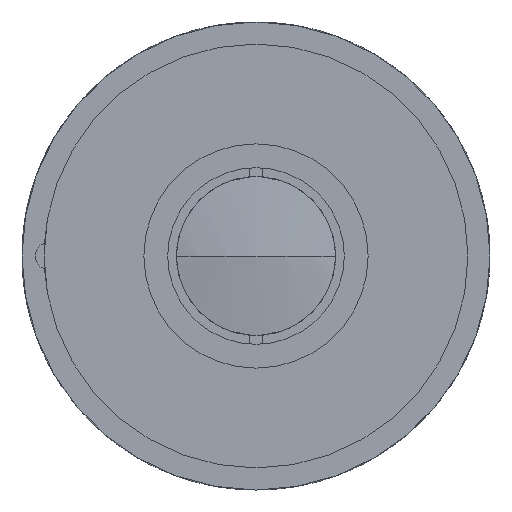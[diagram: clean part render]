
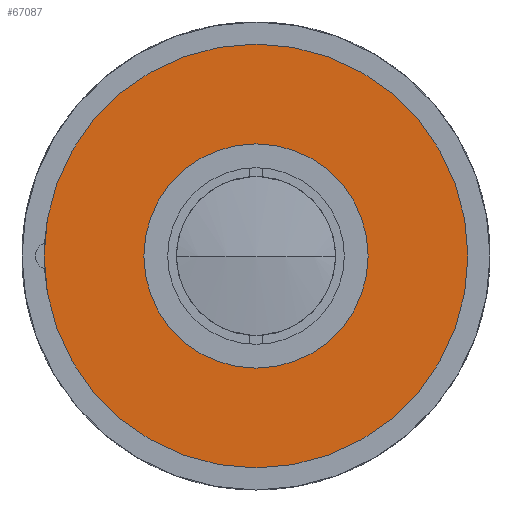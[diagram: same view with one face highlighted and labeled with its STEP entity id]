
A CAD part, left-side view. The second image highlights one B-rep face of the part: STEP entity #67087.
In plain terms, the highlighted face is planar.
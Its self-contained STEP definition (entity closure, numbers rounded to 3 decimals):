
#2775 = DIRECTION ( 'NONE',  ( -1., 0., 0. ) ) ;
#3293 = VERTEX_POINT ( 'NONE', #46521 ) ;
#4233 = EDGE_CURVE ( 'NONE', #37088, #7249, #18463, .T. ) ;
#7249 = VERTEX_POINT ( 'NONE', #62843 ) ;
#8713 = CIRCLE ( 'NONE', #35155, 12.1 ) ;
#9458 = DIRECTION ( 'NONE',  ( 0., 0., 1. ) ) ;
#9534 = CARTESIAN_POINT ( 'NONE',  ( 17.5, 0., -24. ) ) ;
#10961 = CARTESIAN_POINT ( 'NONE',  ( 17.5, 0., 0. ) ) ;
#11101 = CARTESIAN_POINT ( 'NONE',  ( 17.5, 0., 0. ) ) ;
#11635 = DIRECTION ( 'NONE',  ( 0., 0., 1. ) ) ;
#13553 = ORIENTED_EDGE ( 'NONE', *, *, #50928, .F. ) ;
#13810 = EDGE_CURVE ( 'NONE', #7249, #37088, #8713, .T. ) ;
#14055 = DIRECTION ( 'NONE',  ( -1., 0., 0. ) ) ;
#14488 = ORIENTED_EDGE ( 'NONE', *, *, #13810, .T. ) ;
#17342 = AXIS2_PLACEMENT_3D ( 'NONE', #56361, #62194, #9458 ) ;
#18463 = CIRCLE ( 'NONE', #17342, 12.1 ) ;
#19466 = PLANE ( 'NONE',  #60380 ) ;
#20626 = VERTEX_POINT ( 'NONE', #9534 ) ;
#23765 = DIRECTION ( 'NONE',  ( 0., 0., 1. ) ) ;
#24877 = EDGE_LOOP ( 'NONE', ( #48970, #13553 ) ) ;
#33380 = EDGE_CURVE ( 'NONE', #3293, #20626, #56942, .T. ) ;
#33790 = CARTESIAN_POINT ( 'NONE',  ( 17.5, 0., 0. ) ) ;
#34179 = AXIS2_PLACEMENT_3D ( 'NONE', #11101, #14055, #55753 ) ;
#34681 = DIRECTION ( 'NONE',  ( 0., 0., 1. ) ) ;
#35155 = AXIS2_PLACEMENT_3D ( 'NONE', #10961, #53669, #11635 ) ;
#37088 = VERTEX_POINT ( 'NONE', #40276 ) ;
#37702 = EDGE_LOOP ( 'NONE', ( #14488, #45476 ) ) ;
#39865 = CARTESIAN_POINT ( 'NONE',  ( 17.5, 12.7, 0. ) ) ;
#40276 = CARTESIAN_POINT ( 'NONE',  ( 17.5, 0., -12.1 ) ) ;
#45476 = ORIENTED_EDGE ( 'NONE', *, *, #4233, .T. ) ;
#45708 = FACE_BOUND ( 'NONE', #37702, .T. ) ;
#46521 = CARTESIAN_POINT ( 'NONE',  ( 17.5, 0., 24. ) ) ;
#48970 = ORIENTED_EDGE ( 'NONE', *, *, #33380, .F. ) ;
#50928 = EDGE_CURVE ( 'NONE', #20626, #3293, #63906, .T. ) ;
#53669 = DIRECTION ( 'NONE',  ( -1., 0., 0. ) ) ;
#55753 = DIRECTION ( 'NONE',  ( 0., 0., 1. ) ) ;
#56361 = CARTESIAN_POINT ( 'NONE',  ( 17.5, 0., 0. ) ) ;
#56708 = FACE_OUTER_BOUND ( 'NONE', #24877, .T. ) ;
#56942 = CIRCLE ( 'NONE', #67913, 24. ) ;
#60380 = AXIS2_PLACEMENT_3D ( 'NONE', #39865, #60880, #34681 ) ;
#60880 = DIRECTION ( 'NONE',  ( -1., 0., 0. ) ) ;
#62194 = DIRECTION ( 'NONE',  ( -1., 0., 0. ) ) ;
#62843 = CARTESIAN_POINT ( 'NONE',  ( 17.5, 0., 12.1 ) ) ;
#63906 = CIRCLE ( 'NONE', #34179, 24. ) ;
#67087 = ADVANCED_FACE ( 'NONE', ( #56708, #45708 ), #19466, .F. ) ;
#67913 = AXIS2_PLACEMENT_3D ( 'NONE', #33790, #2775, #23765 ) ;
